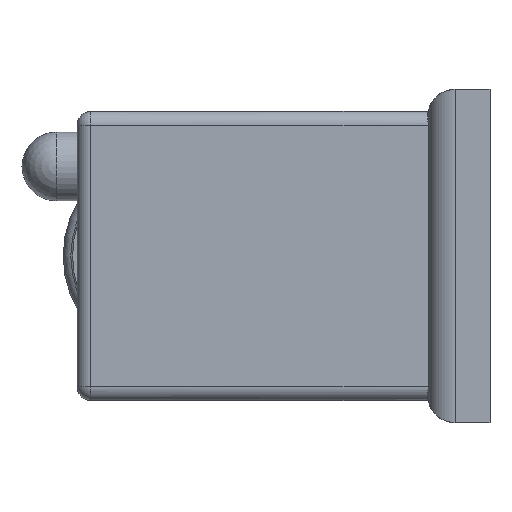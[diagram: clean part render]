
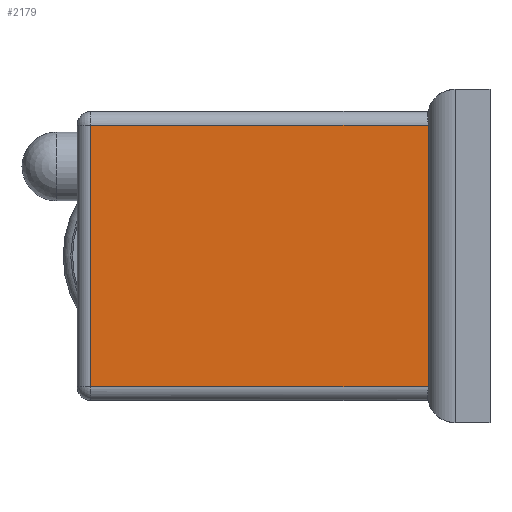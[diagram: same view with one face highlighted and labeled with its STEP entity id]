
A CAD part, left-side view. The second image highlights one B-rep face of the part: STEP entity #2179.
In plain terms, the highlighted planar face has unit normal (-1, 0, 0).
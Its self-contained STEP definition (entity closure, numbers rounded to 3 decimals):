
#151 = CARTESIAN_POINT ( 'NONE',  ( 1.6, 4.5, -2.6 ) ) ;
#220 = VERTEX_POINT ( 'NONE', #151 ) ;
#264 = VERTEX_POINT ( 'NONE', #1022 ) ;
#336 = LINE ( 'NONE', #1744, #1374 ) ;
#384 = AXIS2_PLACEMENT_3D ( 'NONE', #962, #1847, #2022 ) ;
#548 = LINE ( 'NONE', #1749, #635 ) ;
#635 = VECTOR ( 'NONE', #1064, 1000. ) ;
#664 = CARTESIAN_POINT ( 'NONE',  ( 1.6, 30., -21.6 ) ) ;
#692 = LINE ( 'NONE', #1311, #1400 ) ;
#699 = EDGE_LOOP ( 'NONE', ( #1151, #1220, #1807, #1672 ) ) ;
#749 = VERTEX_POINT ( 'NONE', #914 ) ;
#777 = CARTESIAN_POINT ( 'NONE',  ( 1.6, 29., -2.6 ) ) ;
#914 = CARTESIAN_POINT ( 'NONE',  ( 1.6, 4.5, -21.6 ) ) ;
#962 = CARTESIAN_POINT ( 'NONE',  ( 1.6, 30., -22.6 ) ) ;
#996 = DIRECTION ( 'NONE',  ( 0., -1., 0. ) ) ;
#1022 = CARTESIAN_POINT ( 'NONE',  ( 1.6, 29., -21.6 ) ) ;
#1044 = DIRECTION ( 'NONE',  ( 0., 0., 1. ) ) ;
#1048 = EDGE_CURVE ( 'NONE', #2172, #264, #692, .T. ) ;
#1064 = DIRECTION ( 'NONE',  ( 0., 1., 0. ) ) ;
#1085 = EDGE_CURVE ( 'NONE', #264, #749, #1771, .T. ) ;
#1151 = ORIENTED_EDGE ( 'NONE', *, *, #1325, .T. ) ;
#1220 = ORIENTED_EDGE ( 'NONE', *, *, #1757, .T. ) ;
#1311 = CARTESIAN_POINT ( 'NONE',  ( 1.6, 29., -22.6 ) ) ;
#1325 = EDGE_CURVE ( 'NONE', #749, #220, #336, .T. ) ;
#1374 = VECTOR ( 'NONE', #1044, 1000. ) ;
#1400 = VECTOR ( 'NONE', #1832, 1000. ) ;
#1414 = FACE_OUTER_BOUND ( 'NONE', #699, .T. ) ;
#1478 = PLANE ( 'NONE',  #384 ) ;
#1672 = ORIENTED_EDGE ( 'NONE', *, *, #1085, .T. ) ;
#1744 = CARTESIAN_POINT ( 'NONE',  ( 1.6, 4.5, -22.6 ) ) ;
#1749 = CARTESIAN_POINT ( 'NONE',  ( 1.6, 30., -2.6 ) ) ;
#1757 = EDGE_CURVE ( 'NONE', #220, #2172, #548, .T. ) ;
#1771 = LINE ( 'NONE', #664, #1935 ) ;
#1807 = ORIENTED_EDGE ( 'NONE', *, *, #1048, .T. ) ;
#1832 = DIRECTION ( 'NONE',  ( 0., 0., -1. ) ) ;
#1847 = DIRECTION ( 'NONE',  ( 1., 0., 0. ) ) ;
#1935 = VECTOR ( 'NONE', #996, 1000. ) ;
#2022 = DIRECTION ( 'NONE',  ( 0., 0., -1. ) ) ;
#2172 = VERTEX_POINT ( 'NONE', #777 ) ;
#2179 = ADVANCED_FACE ( 'NONE', ( #1414 ), #1478, .F. ) ;
